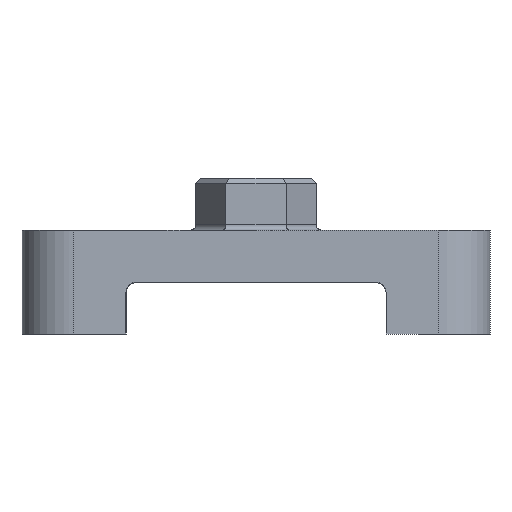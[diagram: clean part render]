
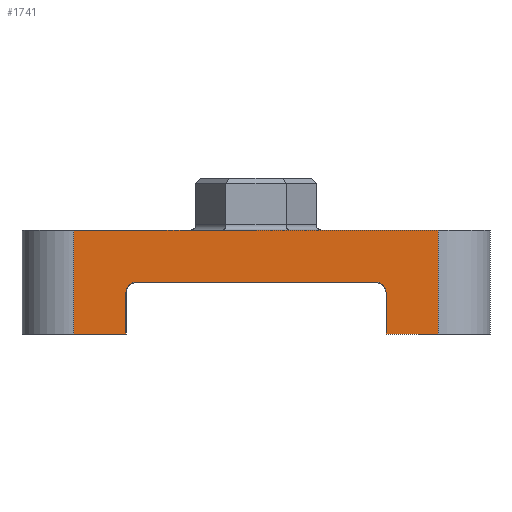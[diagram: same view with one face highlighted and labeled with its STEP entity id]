
A CAD part, left-side view. The second image highlights one B-rep face of the part: STEP entity #1741.
In plain terms, the highlighted free-form (B-spline) face has degree [1, 1] with [2, 2] control points.
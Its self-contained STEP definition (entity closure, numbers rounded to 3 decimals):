
#1260=CARTESIAN_POINT('',(-400.0,-115.0,-50.0));
#1261=VERTEX_POINT('',#1260);
#1267=CARTESIAN_POINT('',(-400.0,115.0,-50.0));
#1268=VERTEX_POINT('',#1267);
#1269=CARTESIAN_POINT('',(-400.0,115.0,-50.0));
#1270=CARTESIAN_POINT('',(-400.0,-115.0,-50.0));
#1271=B_SPLINE_CURVE_WITH_KNOTS('',1,(#1269,#1270),.UNSPECIFIED.,.F.,.U.,
 (2,2),(-115.0,115.0),.UNSPECIFIED.);
#1272=EDGE_CURVE('n� 184152',#1268,#1261,#1271,.T.);
#1611=CARTESIAN_POINT('',(-400.0,175.0,0.0));
#1612=VERTEX_POINT('',#1611);
#1625=CARTESIAN_POINT('',(-400.0,175.0,-100.0));
#1626=VERTEX_POINT('',#1625);
#1627=CARTESIAN_POINT('',(-400.0,175.0,0.0));
#1628=CARTESIAN_POINT('',(-400.0,175.0,-100.0));
#1629=B_SPLINE_CURVE_WITH_KNOTS('',1,(#1627,#1628),.UNSPECIFIED.,.F.,.U.,
 (2,2),(0.0,100.0),.UNSPECIFIED.);
#1630=EDGE_CURVE('n� 75087',#1612,#1626,#1629,.T.);
#1666=CARTESIAN_POINT('',(-400.0,125.0,-60.0));
#1667=VERTEX_POINT('',#1666);
#1668=CARTESIAN_POINT('',(-400.0,125.0,-60.0));
#1669=CARTESIAN_POINT('',(-400.0,125.,-58.429));
#1670=CARTESIAN_POINT('',(-400.0,124.692,-56.858));
#1671=CARTESIAN_POINT('',(-400.0,124.074,-55.368));
#1672=CARTESIAN_POINT('',(-400.0,122.289,-52.711));
#1673=CARTESIAN_POINT('',(-400.0,119.632,-50.926));
#1674=CARTESIAN_POINT('',(-400.0,118.142,-50.308));
#1675=CARTESIAN_POINT('',(-400.0,116.571,-50.));
#1676=CARTESIAN_POINT('',(-400.0,115.0,-50.0));
#1677=B_SPLINE_CURVE_WITH_KNOTS('',5,(#1668,#1669,#1670,#1671,#1672,#1673,#1674,#1675,#1676),.ELLIPTIC_ARC.,.F.,.U.,
 (6,3,6),(3.142,3.927,4.712),.UNSPECIFIED.);
#1678=EDGE_CURVE('n� 183992',#1667,#1268,#1677,.T.);
#1679=ORIENTED_EDGE('n� 183988',*,*,#1678,.F.);
#1680=CARTESIAN_POINT('',(-400.0,125.0,-100.0));
#1681=VERTEX_POINT('',#1680);
#1682=CARTESIAN_POINT('',(-400.0,125.0,-100.0));
#1683=CARTESIAN_POINT('',(-400.0,125.0,-60.0));
#1684=B_SPLINE_CURVE_WITH_KNOTS('',1,(#1682,#1683),.UNSPECIFIED.,.F.,.U.,
 (2,2),(-25.0,15.0),.UNSPECIFIED.);
#1685=EDGE_CURVE('n� 184149',#1681,#1667,#1684,.T.);
#1686=ORIENTED_EDGE('n� 180165',*,*,#1685,.F.);
#1687=CARTESIAN_POINT('',(-400.0,175.0,-100.0));
#1688=CARTESIAN_POINT('',(-400.0,125.0,-100.0));
#1689=B_SPLINE_CURVE_WITH_KNOTS('',1,(#1687,#1688),.UNSPECIFIED.,.F.,.U.,
 (2,2),(0.0,50.0),.UNSPECIFIED.);
#1690=EDGE_CURVE('n� 181525',#1626,#1681,#1689,.T.);
#1691=ORIENTED_EDGE('n� 75820',*,*,#1690,.F.);
#1692=ORIENTED_EDGE('n� 75598',*,*,#1630,.F.);
#1693=CARTESIAN_POINT('',(-400.0,-175.0,0.0));
#1694=VERTEX_POINT('',#1693);
#1695=CARTESIAN_POINT('',(-400.0,175.0,0.0));
#1696=CARTESIAN_POINT('',(-400.0,-175.0,0.0));
#1697=B_SPLINE_CURVE_WITH_KNOTS('',1,(#1695,#1696),.UNSPECIFIED.,.F.,.U.,
 (2,2),(0.0,350.0),.UNSPECIFIED.);
#1698=EDGE_CURVE('n� 75098',#1612,#1694,#1697,.T.);
#1699=ORIENTED_EDGE('n� 75764',*,*,#1698,.T.);
#1700=CARTESIAN_POINT('',(-400.0,-175.0,-100.0));
#1701=VERTEX_POINT('',#1700);
#1702=CARTESIAN_POINT('',(-400.0,-175.0,0.0));
#1703=CARTESIAN_POINT('',(-400.0,-175.0,-100.0));
#1704=B_SPLINE_CURVE_WITH_KNOTS('',1,(#1702,#1703),.UNSPECIFIED.,.F.,.U.,
 (2,2),(0.0,100.0),.UNSPECIFIED.);
#1705=EDGE_CURVE('n� 75095',#1694,#1701,#1704,.T.);
#1706=ORIENTED_EDGE('n� 75599',*,*,#1705,.T.);
#1707=CARTESIAN_POINT('',(-400.0,-125.0,-100.0));
#1708=VERTEX_POINT('',#1707);
#1709=CARTESIAN_POINT('',(-400.0,-125.0,-100.0));
#1710=CARTESIAN_POINT('',(-400.0,-175.0,-100.0));
#1711=B_SPLINE_CURVE_WITH_KNOTS('',1,(#1709,#1710),.UNSPECIFIED.,.F.,.U.,
 (2,2),(300.0,350.0),.UNSPECIFIED.);
#1712=EDGE_CURVE('n� 181527',#1708,#1701,#1711,.T.);
#1713=ORIENTED_EDGE('n� 75820',*,*,#1712,.F.);
#1714=CARTESIAN_POINT('',(-400.0,-125.0,-60.0));
#1715=VERTEX_POINT('',#1714);
#1716=CARTESIAN_POINT('',(-400.0,-125.0,-100.0));
#1717=CARTESIAN_POINT('',(-400.0,-125.0,-60.0));
#1718=B_SPLINE_CURVE_WITH_KNOTS('',1,(#1716,#1717),.UNSPECIFIED.,.F.,.U.,
 (2,2),(-25.0,15.0),.UNSPECIFIED.);
#1719=EDGE_CURVE('n� 183606',#1708,#1715,#1718,.T.);
#1720=ORIENTED_EDGE('n� 180155',*,*,#1719,.T.);
#1721=CARTESIAN_POINT('',(-400.0,-115.0,-50.0));
#1722=CARTESIAN_POINT('',(-400.0,-116.571,-50.));
#1723=CARTESIAN_POINT('',(-400.0,-118.142,-50.308));
#1724=CARTESIAN_POINT('',(-400.0,-119.632,-50.926));
#1725=CARTESIAN_POINT('',(-400.0,-122.289,-52.711));
#1726=CARTESIAN_POINT('',(-400.0,-124.074,-55.368));
#1727=CARTESIAN_POINT('',(-400.0,-124.692,-56.858));
#1728=CARTESIAN_POINT('',(-400.0,-125.,-58.429));
#1729=CARTESIAN_POINT('',(-400.0,-125.0,-60.0));
#1730=B_SPLINE_CURVE_WITH_KNOTS('',5,(#1721,#1722,#1723,#1724,#1725,#1726,#1727,#1728,#1729),.ELLIPTIC_ARC.,.F.,.U.,
 (6,3,6),(4.712,5.498,6.283),.UNSPECIFIED.);
#1731=EDGE_CURVE('n� 183442',#1261,#1715,#1730,.T.);
#1732=ORIENTED_EDGE('n� 183438',*,*,#1731,.F.);
#1733=ORIENTED_EDGE('n� 180175',*,*,#1272,.F.);
#1734=EDGE_LOOP('',(#1679,#1686,#1691,#1692,#1699,#1706,#1713,#1720,#1732,#1733));
#1735=FACE_OUTER_BOUND('',#1734,.F.);
#1736=CARTESIAN_POINT('',(-400.0,175.0,0.0));
#1737=CARTESIAN_POINT('',(-400.0,175.0,-100.0));
#1738=CARTESIAN_POINT('',(-400.0,-175.0,0.0));
#1739=CARTESIAN_POINT('',(-400.0,-175.0,-100.0));
#1740=B_SPLINE_SURFACE_WITH_KNOTS('',1,1,((#1736,#1737),(#1738,#1739)),.PLANE_SURF.,.U.,.U.,.U.,
 (2,2),(2,2),(0.0,350.0),(0.0,100.0),.UNSPECIFIED.);
#1741=ADVANCED_FACE('n� 184159',(#1735),#1740,.F.);
